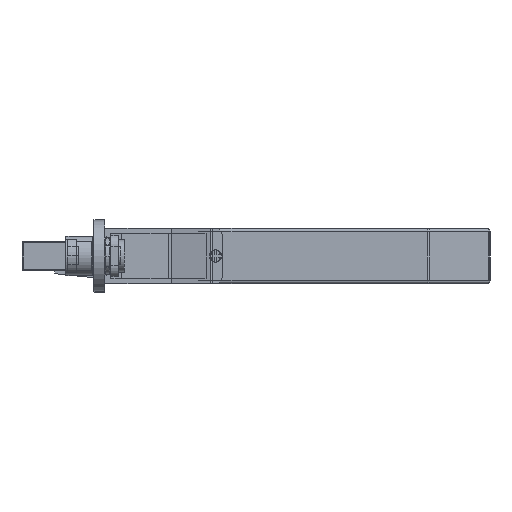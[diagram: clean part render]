
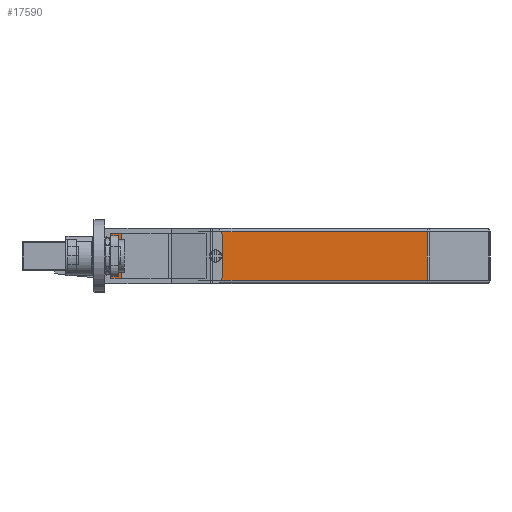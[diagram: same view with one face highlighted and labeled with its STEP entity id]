
A CAD part, front view. The second image highlights one B-rep face of the part: STEP entity #17590.
In plain terms, the highlighted face is planar.
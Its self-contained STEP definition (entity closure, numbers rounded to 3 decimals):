
#973 = DIRECTION ( 'NONE',  ( 0., 0., -1. ) ) ;
#1226 = CARTESIAN_POINT ( 'NONE',  ( 14., 145.3, -1.75 ) ) ;
#1374 = DIRECTION ( 'NONE',  ( -1., 0., 0. ) ) ;
#2385 = AXIS2_PLACEMENT_3D ( 'NONE', #5474, #13579, #973 ) ;
#2476 = CARTESIAN_POINT ( 'NONE',  ( 44.75, 145.3, 4.25 ) ) ;
#3104 = DIRECTION ( 'NONE',  ( 0., 0., -1. ) ) ;
#3319 = CARTESIAN_POINT ( 'NONE',  ( 14., 145.3, 12.75 ) ) ;
#3415 = CARTESIAN_POINT ( 'NONE',  ( 103.586, 145.3, -1.75 ) ) ;
#3539 = AXIS2_PLACEMENT_3D ( 'NONE', #14882, #8078, #16251 ) ;
#4084 = DIRECTION ( 'NONE',  ( 0., 0., 1. ) ) ;
#4211 = VECTOR ( 'NONE', #13341, 1000. ) ;
#4289 = PLANE ( 'NONE',  #3539 ) ;
#4408 = EDGE_CURVE ( 'NONE', #9038, #12688, #13830, .T. ) ;
#4504 = CARTESIAN_POINT ( 'NONE',  ( 14., 145.3, -0.75 ) ) ;
#5079 = CARTESIAN_POINT ( 'NONE',  ( 14., 145.3, -0.75 ) ) ;
#5474 = CARTESIAN_POINT ( 'NONE',  ( 44.75, 145.3, 6. ) ) ;
#5972 = LINE ( 'NONE', #3319, #4211 ) ;
#6422 = EDGE_CURVE ( 'NONE', #15886, #12263, #9514, .T. ) ;
#7328 = EDGE_CURVE ( 'NONE', #10496, #16392, #10466, .T. ) ;
#7451 = VECTOR ( 'NONE', #1374, 1000. ) ;
#8078 = DIRECTION ( 'NONE',  ( 0., 1., 0. ) ) ;
#8209 = CARTESIAN_POINT ( 'NONE',  ( 103.586, 145.3, -0.75 ) ) ;
#8460 = EDGE_LOOP ( 'NONE', ( #13708, #16421 ) ) ;
#9002 = EDGE_LOOP ( 'NONE', ( #9606, #10617, #10064, #12481 ) ) ;
#9038 = VERTEX_POINT ( 'NONE', #5079 ) ;
#9161 = CARTESIAN_POINT ( 'NONE',  ( 14., 145.3, 12.75 ) ) ;
#9271 = FACE_BOUND ( 'NONE', #8460, .T. ) ;
#9357 = FACE_OUTER_BOUND ( 'NONE', #9002, .T. ) ;
#9514 = CIRCLE ( 'NONE', #15399, 1.75 ) ;
#9598 = EDGE_CURVE ( 'NONE', #12263, #15886, #12383, .T. ) ;
#9606 = ORIENTED_EDGE ( 'NONE', *, *, #4408, .T. ) ;
#9975 = DIRECTION ( 'NONE',  ( 0., -1., 0. ) ) ;
#10064 = ORIENTED_EDGE ( 'NONE', *, *, #7328, .T. ) ;
#10466 = LINE ( 'NONE', #3415, #15093 ) ;
#10496 = VERTEX_POINT ( 'NONE', #18103 ) ;
#10617 = ORIENTED_EDGE ( 'NONE', *, *, #15708, .T. ) ;
#10633 = EDGE_CURVE ( 'NONE', #16392, #9038, #17079, .T. ) ;
#12263 = VERTEX_POINT ( 'NONE', #16965 ) ;
#12383 = CIRCLE ( 'NONE', #2385, 1.75 ) ;
#12481 = ORIENTED_EDGE ( 'NONE', *, *, #10633, .T. ) ;
#12688 = VERTEX_POINT ( 'NONE', #9161 ) ;
#13341 = DIRECTION ( 'NONE',  ( 1., 0., 0. ) ) ;
#13579 = DIRECTION ( 'NONE',  ( 0., -1., 0. ) ) ;
#13581 = VECTOR ( 'NONE', #4084, 1000. ) ;
#13708 = ORIENTED_EDGE ( 'NONE', *, *, #6422, .T. ) ;
#13830 = LINE ( 'NONE', #1226, #13581 ) ;
#14882 = CARTESIAN_POINT ( 'NONE',  ( 14., 145.3, -1.75 ) ) ;
#15093 = VECTOR ( 'NONE', #17444, 1000. ) ;
#15399 = AXIS2_PLACEMENT_3D ( 'NONE', #17239, #9975, #3104 ) ;
#15708 = EDGE_CURVE ( 'NONE', #12688, #10496, #5972, .T. ) ;
#15886 = VERTEX_POINT ( 'NONE', #2476 ) ;
#16251 = DIRECTION ( 'NONE',  ( 0., 0., 1. ) ) ;
#16392 = VERTEX_POINT ( 'NONE', #8209 ) ;
#16421 = ORIENTED_EDGE ( 'NONE', *, *, #9598, .T. ) ;
#16965 = CARTESIAN_POINT ( 'NONE',  ( 44.75, 145.3, 7.75 ) ) ;
#17079 = LINE ( 'NONE', #4504, #7451 ) ;
#17239 = CARTESIAN_POINT ( 'NONE',  ( 44.75, 145.3, 6. ) ) ;
#17444 = DIRECTION ( 'NONE',  ( 0., 0., -1. ) ) ;
#17590 = ADVANCED_FACE ( 'NONE', ( #9271, #9357 ), #4289, .T. ) ;
#18103 = CARTESIAN_POINT ( 'NONE',  ( 103.586, 145.3, 12.75 ) ) ;
